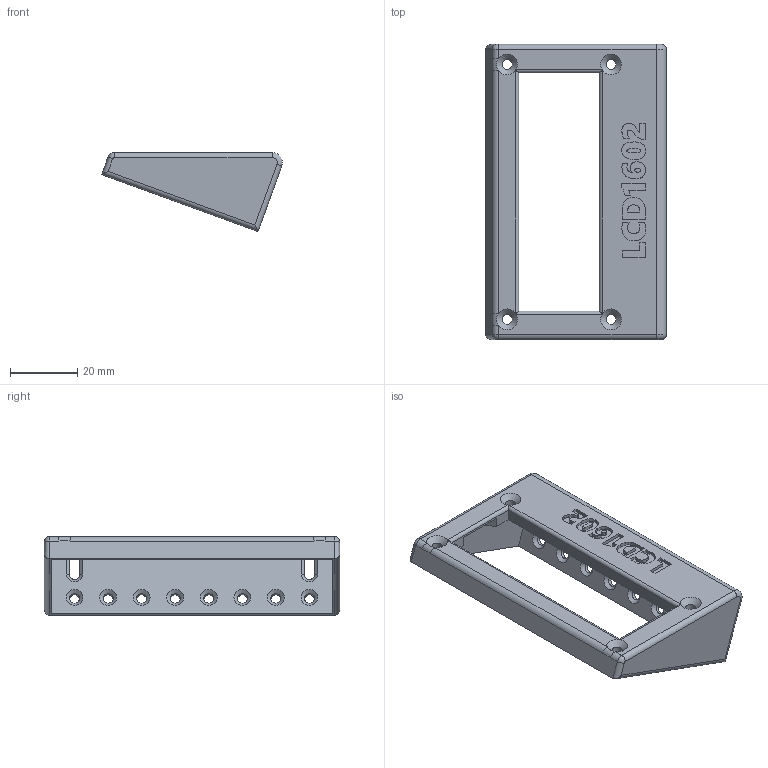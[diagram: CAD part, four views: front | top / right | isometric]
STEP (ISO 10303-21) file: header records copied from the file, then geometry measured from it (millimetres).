
FILE_DESCRIPTION(('STEP AP203'), '1');
FILE_NAME('ñòåíä lcd1602', '', ('UNSPECIFIED'), ('UNSPECIFIED'), 'C3D Converter', 'C3D Toolkit', '');
FILE_SCHEMA(('CONFIG_CONTROL_DESIGN'));
Length unit declared in the file: millimetre
Bounding box: 53.86 x 88 x 23.49 mm (x, y, z)
Volume: 17489.5 mm3; surface area: 13820.4 mm2
Topology: 1 solids, 3 shells, 214 faces, 572 edges, 368 vertices
Faces by surface type: extrusion 80, plane 74, cylinder 38, cone 16, torus 4, bspline 2
Full cylindrical faces by diameter (mm): 3 x12
Entity records: 8969 total; most frequent: CARTESIAN_POINT 2245, ORIENTED_EDGE 1096, DIRECTION 792, EDGE_CURVE 548, VERTEX_POINT 368, VECTOR 358, LINE 278, EDGE_LOOP 272
